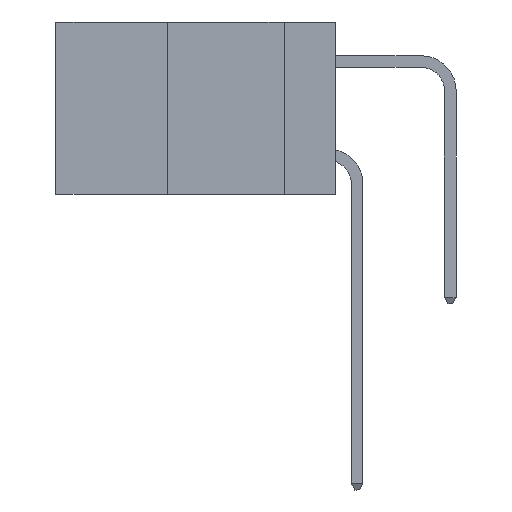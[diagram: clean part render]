
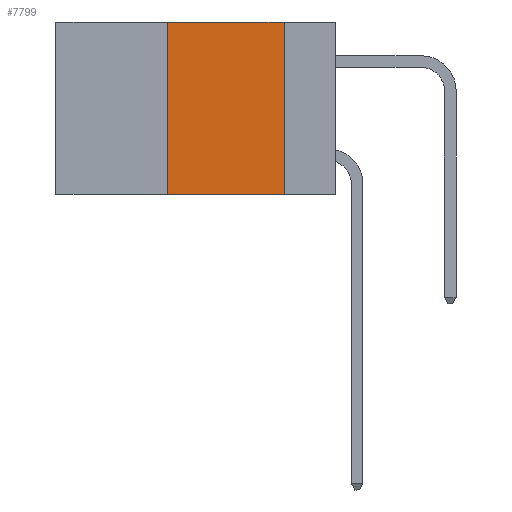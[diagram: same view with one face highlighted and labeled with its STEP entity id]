
A CAD part, left-side view. The second image highlights one B-rep face of the part: STEP entity #7799.
In plain terms, the highlighted planar face has unit normal (-1, 0, 0).
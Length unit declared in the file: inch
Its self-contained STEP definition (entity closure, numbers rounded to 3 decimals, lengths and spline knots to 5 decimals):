
#75 = LINE ( 'NONE', #18686, #22020 ) ;
#392 = VECTOR ( 'NONE', #497, 39.37008 ) ;
#497 = DIRECTION ( 'NONE',  ( 0., -1., 0. ) ) ;
#1102 = CARTESIAN_POINT ( 'NONE',  ( 0., 0.36, -0.37 ) ) ;
#1789 = LINE ( 'NONE', #3642, #19751 ) ;
#3408 = FACE_OUTER_BOUND ( 'NONE', #4150, .T. ) ;
#3487 = VECTOR ( 'NONE', #7504, 39.37008 ) ;
#3642 = CARTESIAN_POINT ( 'NONE',  ( 0., 0.6, -0.37 ) ) ;
#4150 = EDGE_LOOP ( 'NONE', ( #10700, #10738, #10823, #10841 ) ) ;
#5707 = DIRECTION ( 'NONE',  ( 1., 0., 0. ) ) ;
#6837 = CARTESIAN_POINT ( 'NONE',  ( 0., 0.11, 0. ) ) ;
#7504 = DIRECTION ( 'NONE',  ( 0., 0., -1. ) ) ;
#7539 = VERTEX_POINT ( 'NONE', #6837 ) ;
#7799 = ADVANCED_FACE ( 'NONE', ( #3408 ), #12652, .F. ) ;
#8434 = CARTESIAN_POINT ( 'NONE',  ( 0., 0.11, -0.37 ) ) ;
#9671 = LINE ( 'NONE', #12683, #392 ) ;
#10700 = ORIENTED_EDGE ( 'NONE', *, *, #19449, .F. ) ;
#10738 = ORIENTED_EDGE ( 'NONE', *, *, #20089, .F. ) ;
#10823 = ORIENTED_EDGE ( 'NONE', *, *, #15153, .F. ) ;
#10841 = ORIENTED_EDGE ( 'NONE', *, *, #19966, .T. ) ;
#11646 = LINE ( 'NONE', #17980, #3487 ) ;
#12389 = CARTESIAN_POINT ( 'NONE',  ( 0., 0.36, 0. ) ) ;
#12652 = PLANE ( 'NONE',  #20565 ) ;
#12683 = CARTESIAN_POINT ( 'NONE',  ( 0., 0.6, 0. ) ) ;
#14074 = DIRECTION ( 'NONE',  ( 0., -1., 0. ) ) ;
#15153 = EDGE_CURVE ( 'NONE', #16406, #19971, #75, .T. ) ;
#16169 = CARTESIAN_POINT ( 'NONE',  ( 0., 0.6, 0. ) ) ;
#16406 = VERTEX_POINT ( 'NONE', #1102 ) ;
#17913 = DIRECTION ( 'NONE',  ( 0., 0., -1. ) ) ;
#17980 = CARTESIAN_POINT ( 'NONE',  ( 0., 0.11, 0. ) ) ;
#18686 = CARTESIAN_POINT ( 'NONE',  ( 0., 0.36, 0. ) ) ;
#19449 = EDGE_CURVE ( 'NONE', #7539, #20958, #11646, .T. ) ;
#19751 = VECTOR ( 'NONE', #14074, 39.37008 ) ;
#19966 = EDGE_CURVE ( 'NONE', #16406, #20958, #1789, .T. ) ;
#19971 = VERTEX_POINT ( 'NONE', #12389 ) ;
#20089 = EDGE_CURVE ( 'NONE', #19971, #7539, #9671, .T. ) ;
#20393 = DIRECTION ( 'NONE',  ( 0., 0., 1. ) ) ;
#20565 = AXIS2_PLACEMENT_3D ( 'NONE', #16169, #5707, #17913 ) ;
#20958 = VERTEX_POINT ( 'NONE', #8434 ) ;
#22020 = VECTOR ( 'NONE', #20393, 39.37008 ) ;
